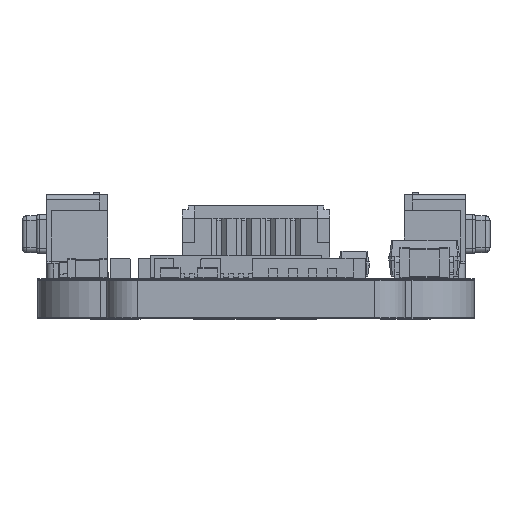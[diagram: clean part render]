
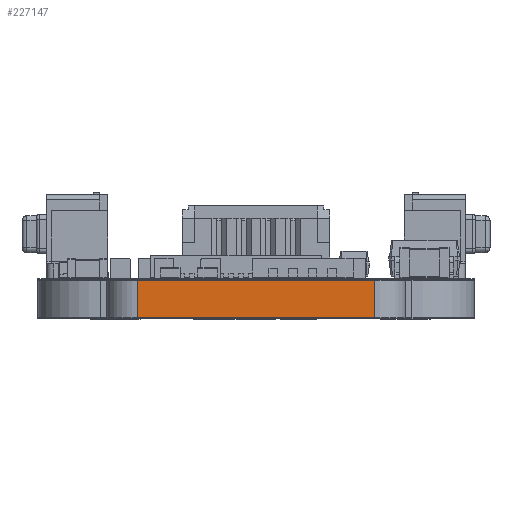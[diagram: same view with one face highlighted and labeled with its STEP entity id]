
A CAD part, left-side view. The second image highlights one B-rep face of the part: STEP entity #227147.
In plain terms, the highlighted planar face has unit normal (-1, 0, 0).
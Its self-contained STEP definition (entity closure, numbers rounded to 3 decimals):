
#226663 = VERTEX_POINT('',#226664);
#226664 = CARTESIAN_POINT('',(-19.05,4.826,0.));
#226671 = EDGE_CURVE('',#226672,#226663,#226674,.T.);
#226672 = VERTEX_POINT('',#226673);
#226673 = CARTESIAN_POINT('',(-19.05,-4.826,0.));
#226674 = LINE('',#226675,#226676);
#226675 = CARTESIAN_POINT('',(-19.05,-4.826,0.));
#226676 = VECTOR('',#226677,1.);
#226677 = DIRECTION('',(0.,1.,0.));
#226853 = VERTEX_POINT('',#226854);
#226854 = CARTESIAN_POINT('',(-19.05,4.826,1.51));
#226861 = EDGE_CURVE('',#226862,#226853,#226864,.T.);
#226862 = VERTEX_POINT('',#226863);
#226863 = CARTESIAN_POINT('',(-19.05,-4.826,1.51));
#226864 = LINE('',#226865,#226866);
#226865 = CARTESIAN_POINT('',(-19.05,-4.826,1.51));
#226866 = VECTOR('',#226867,1.);
#226867 = DIRECTION('',(0.,1.,0.));
#227117 = EDGE_CURVE('',#226663,#226853,#227118,.T.);
#227118 = LINE('',#227119,#227120);
#227119 = CARTESIAN_POINT('',(-19.05,4.826,0.));
#227120 = VECTOR('',#227121,1.);
#227121 = DIRECTION('',(0.,0.,1.));
#227147 = ADVANCED_FACE('',(#227148),#227159,.T.);
#227148 = FACE_BOUND('',#227149,.T.);
#227149 = EDGE_LOOP('',(#227150,#227156,#227157,#227158));
#227150 = ORIENTED_EDGE('',*,*,#227151,.T.);
#227151 = EDGE_CURVE('',#226672,#226862,#227152,.T.);
#227152 = LINE('',#227153,#227154);
#227153 = CARTESIAN_POINT('',(-19.05,-4.826,0.));
#227154 = VECTOR('',#227155,1.);
#227155 = DIRECTION('',(0.,0.,1.));
#227156 = ORIENTED_EDGE('',*,*,#226861,.T.);
#227157 = ORIENTED_EDGE('',*,*,#227117,.F.);
#227158 = ORIENTED_EDGE('',*,*,#226671,.F.);
#227159 = PLANE('',#227160);
#227160 = AXIS2_PLACEMENT_3D('',#227161,#227162,#227163);
#227161 = CARTESIAN_POINT('',(-19.05,-4.826,0.));
#227162 = DIRECTION('',(-1.,0.,0.));
#227163 = DIRECTION('',(0.,1.,0.));
